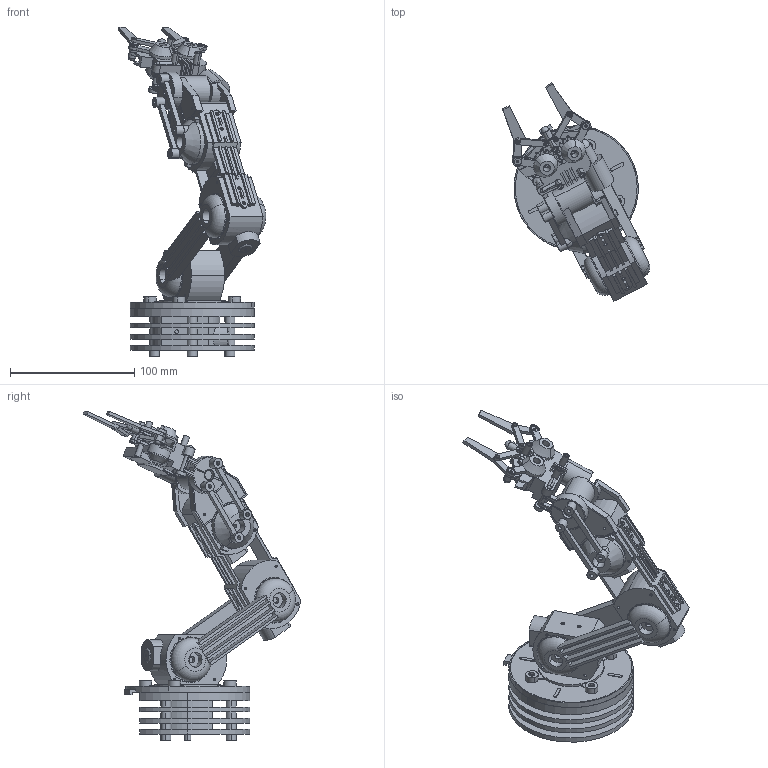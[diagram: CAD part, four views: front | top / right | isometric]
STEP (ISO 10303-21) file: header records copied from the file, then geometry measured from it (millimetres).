
FILE_DESCRIPTION (( 'STEP AP214' ), '1' );
FILE_NAME ('base ensamble.STEP', '2014-11-13T05:47:41', ( '' ), ( '' ), 'SwSTEP 2.0', 'SolidWorks 2012', '' );
FILE_SCHEMA (( 'AUTOMOTIVE_DESIGN' ));
Length unit declared in the file: millimetre
Products named in the file (21): SimetríaPieza11; SimetríaPieza15; SimetríaPieza13; Pieza15; Pieza14; Pieza13; Pieza12; Pieza11; Pieza final; Pieza 7; pieza 6; Pieza4; Pieza3; Pieza2; Pieza1; base motor Z; base motor 3; base motor 2; base motor 4; motor; base ensamble
Assembly tree (29 placements, depth 2):
  base ensamble
    motor  x4
    base motor 4  x3
    base motor 2
    base motor 3
    base motor Z
    Pieza1  x2
    Pieza2  x2
    Pieza3
    Pieza4  x2
    pieza 6
    Pieza 7
    Pieza final
    Pieza11
    Pieza12
    Pieza13
    Pieza14  x2
    Pieza15
    SimetríaPieza13
    SimetríaPieza15
    SimetríaPieza11
Bounding box: 118.6 x 175.21 x 264.63 mm (x, y, z)
Volume: 467019.9 mm3; surface area: 218432.3 mm2
Topology: 29 solids, 29 shells, 1655 faces, 4335 edges, 2836 vertices
Faces by surface type: plane 879, cylinder 738, torus 27, cone 8, sphere 3
Entity records: 32728 total; most frequent: CARTESIAN_POINT 5763, DIRECTION 5691, ORIENTED_EDGE 5256, EDGE_CURVE 2628, AXIS2_PLACEMENT_3D 2057, VERTEX_POINT 1716, LINE 1577, VECTOR 1577
